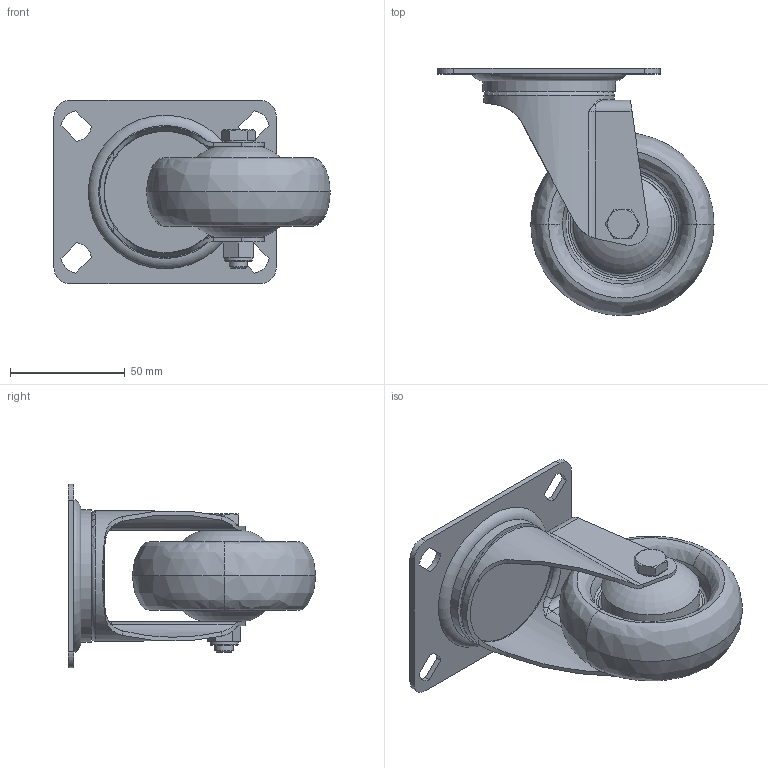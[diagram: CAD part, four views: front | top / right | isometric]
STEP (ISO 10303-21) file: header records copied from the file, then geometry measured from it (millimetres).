
FILE_DESCRIPTION (( 'STEP AP203' ), '1' );
FILE_NAME ('0024990K_RFL_PSKI_080_K.stp', '2012-01-03T11:13:10', ( ' ' ), ( '' ), 'SwSTEP 2.0', 'SolidWorks 2011', '' );
FILE_SCHEMA (( 'CONFIG_CONTROL_DESIGN' ));
Length unit declared in the file: millimetre
Products named in the file (1): 0024990K_RFL_PSKI_080_K
Bounding box: 120.5 x 108 x 80 mm (x, y, z)
Volume: 174818.7 mm3; surface area: 89860.2 mm2
Topology: 9 solids, 11 shells, 216 faces, 465 edges, 288 vertices
Faces by surface type: plane 85, cylinder 57, torus 38, cone 20, bspline 16
Full cylindrical faces by diameter (mm): 6.647 x1, 8 x3, 8.3 x2, 10 x1, 12.2 x1, 13 x1, 15 x3, 21 x4, 22.5 x1, 24 x1, 29 x6, 33 x2, 35 x2, 53.4 x1, 57 x1, 58 x1
Entity records: 5877 total; most frequent: CARTESIAN_POINT 1539, DIRECTION 900, ORIENTED_EDGE 736, AXIS2_PLACEMENT_3D 389, EDGE_CURVE 368, EDGE_LOOP 342, FACE_OUTER_BOUND 279, VERTEX_POINT 272
